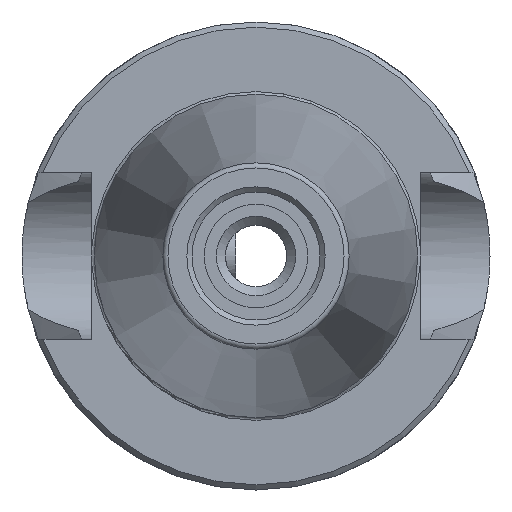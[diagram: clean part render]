
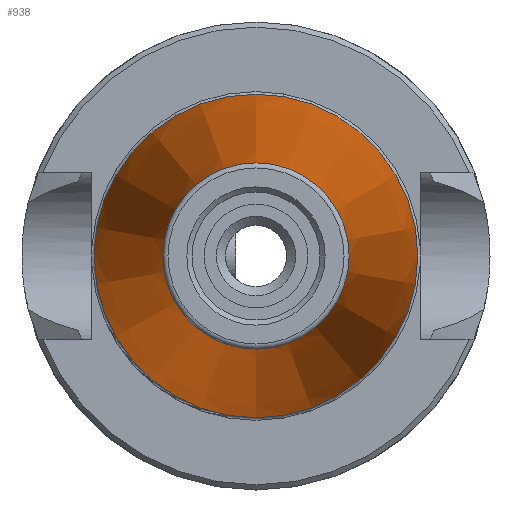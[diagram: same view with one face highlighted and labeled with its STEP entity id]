
A CAD part, left-side view. The second image highlights one B-rep face of the part: STEP entity #938.
In plain terms, the highlighted conical face has half-angle 7.973 degrees and reference radius 15.875 mm.
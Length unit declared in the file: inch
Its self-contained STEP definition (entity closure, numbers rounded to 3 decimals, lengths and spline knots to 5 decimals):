
#154=FACE_OUTER_BOUND('',#216,.T.);
#216=EDGE_LOOP('',(#799,#800,#801,#802,#803));
#286=LINE('',#1749,#341);
#341=VECTOR('',#1290,0.625);
#374=CIRCLE('',#1032,0.35991);
#381=CIRCLE('',#1045,0.625);
#382=CIRCLE('',#1046,0.625);
#476=VERTEX_POINT('',#1724);
#482=VERTEX_POINT('',#1746);
#483=VERTEX_POINT('',#1747);
#587=EDGE_CURVE('',#476,#476,#374,.T.);
#597=EDGE_CURVE('',#482,#483,#381,.T.);
#598=EDGE_CURVE('',#483,#476,#286,.T.);
#599=EDGE_CURVE('',#483,#482,#382,.T.);
#799=ORIENTED_EDGE('',*,*,#597,.T.);
#800=ORIENTED_EDGE('',*,*,#598,.T.);
#801=ORIENTED_EDGE('',*,*,#587,.T.);
#802=ORIENTED_EDGE('',*,*,#598,.F.);
#803=ORIENTED_EDGE('',*,*,#599,.T.);
#893=CONICAL_SURFACE('',#1044,0.625,0.139);
#938=ADVANCED_FACE('',(#154),#893,.T.);
#1032=AXIS2_PLACEMENT_3D('',#1725,#1259,#1260);
#1044=AXIS2_PLACEMENT_3D('',#1745,#1286,#1287);
#1045=AXIS2_PLACEMENT_3D('',#1748,#1288,#1289);
#1046=AXIS2_PLACEMENT_3D('',#1750,#1291,#1292);
#1259=DIRECTION('center_axis',(1.,0.,0.));
#1260=DIRECTION('ref_axis',(0.,0.,1.));
#1286=DIRECTION('center_axis',(1.,0.,0.));
#1287=DIRECTION('ref_axis',(0.,0.,-1.));
#1288=DIRECTION('center_axis',(-1.,0.,0.));
#1289=DIRECTION('ref_axis',(0.,0.,1.));
#1290=DIRECTION('',(-0.99,0.,-0.139));
#1291=DIRECTION('center_axis',(-1.,0.,0.));
#1292=DIRECTION('ref_axis',(0.,0.,1.));
#1724=CARTESIAN_POINT('',(-1.89277,0.,0.35991));
#1725=CARTESIAN_POINT('Origin',(-1.89277,0.,0.));
#1745=CARTESIAN_POINT('Origin',(0.,0.,0.));
#1746=CARTESIAN_POINT('',(0.,0.,-0.625));
#1747=CARTESIAN_POINT('',(0.,0.,0.625));
#1748=CARTESIAN_POINT('Origin',(0.,0.,0.));
#1749=CARTESIAN_POINT('',(0.,0.,0.625));
#1750=CARTESIAN_POINT('Origin',(0.,0.,0.));
